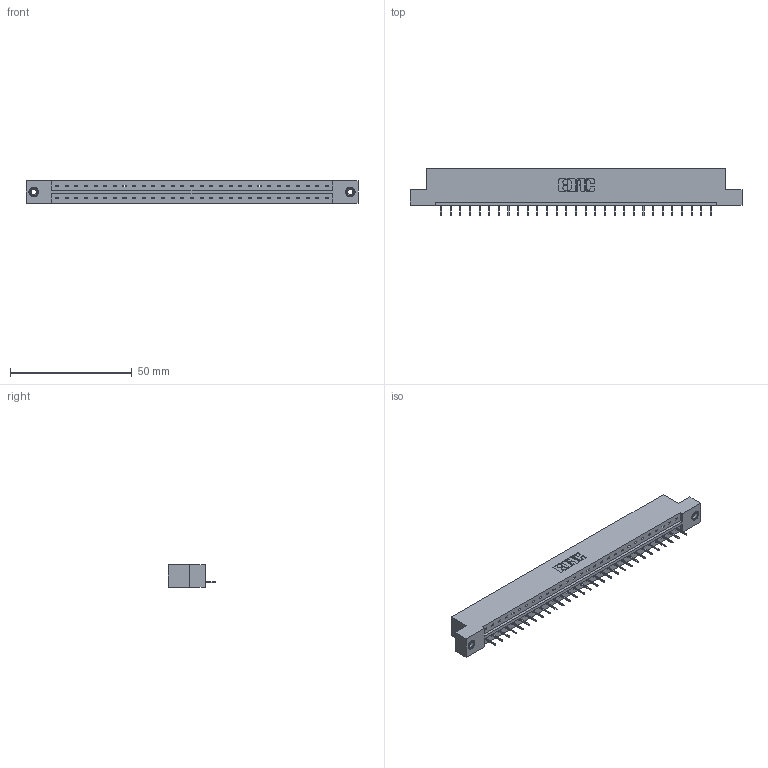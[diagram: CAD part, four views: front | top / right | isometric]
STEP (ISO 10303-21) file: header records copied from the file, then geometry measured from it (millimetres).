
FILE_DESCRIPTION (( 'STEP AP203' ), '1' );
FILE_NAME ('333-029-524-108.STEP', '2018-08-02T16:25:26', ( '' ), ( '' ), 'SwSTEP 2.0', 'SolidWorks 2016', '' );
FILE_SCHEMA (( 'CONFIG_CONTROL_DESIGN' ));
Length unit declared in the file: inch
Products named in the file (4): 333 Part_Flush - .156 Dia - TI; 345-292-001_345-293-124; 345-250-001_345-250-003-102; 333-029-524-108
Assembly tree (32 placements, depth 2):
  333-029-524-108
    333 Part_Flush - .156 Dia - TI
    345-292-001_345-293-124  x29
    345-250-001_345-250-003-102  x2
Bounding box: 136.45 x 19.69 x 9.4 mm (x, y, z)
Volume: 13497.7 mm3; surface area: 14151.4 mm2
Topology: 32 solids, 32 shells, 1972 faces, 5667 edges, 3654 vertices
Faces by surface type: plane 1494, cylinder 462, cone 12, torus 4
Entity records: 20670 total; most frequent: CARTESIAN_POINT 3548, ORIENTED_EDGE 3506, DIRECTION 3053, EDGE_CURVE 1753, VECTOR 1609, LINE 1609, VERTEX_POINT 1160, AXIS2_PLACEMENT_3D 722
